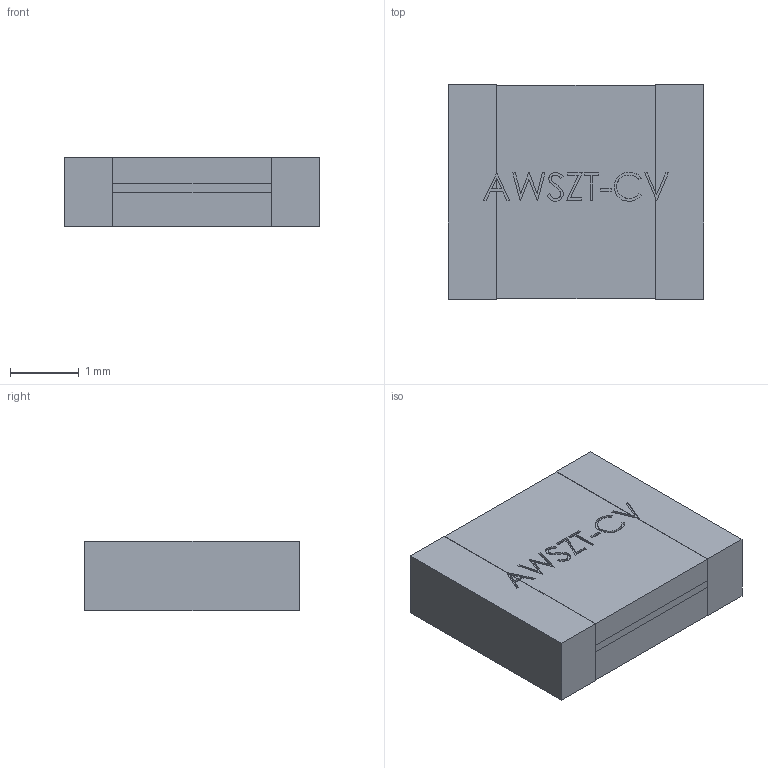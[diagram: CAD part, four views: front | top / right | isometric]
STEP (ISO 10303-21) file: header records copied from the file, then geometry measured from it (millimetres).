
FILE_DESCRIPTION (( 'STEP AP214' ), '1' );
FILE_NAME ('AWSZT-CV.STEP', '2013-12-13T09:04:29', ( '' ), ( '' ), 'SwSTEP 2.0', 'SolidWorks 2012', '' );
FILE_SCHEMA (( 'AUTOMOTIVE_DESIGN' ));
Length unit declared in the file: millimetre
Products named in the file (1): AWSZT-CV
Bounding box: 3.7 x 3.11 x 1.01 mm (x, y, z)
Volume: 11.5 mm3; surface area: 37.1 mm2
Topology: 1 solids, 1 shells, 110 faces, 303 edges, 202 vertices
Faces by surface type: plane 86, bspline 24
Entity records: 5855 total; most frequent: CARTESIAN_POINT 1968, ORIENTED_EDGE 606, DIRECTION 429, EDGE_CURVE 303, VECTOR 255, LINE 255, VERTEX_POINT 202, EDGE_LOOP 117
